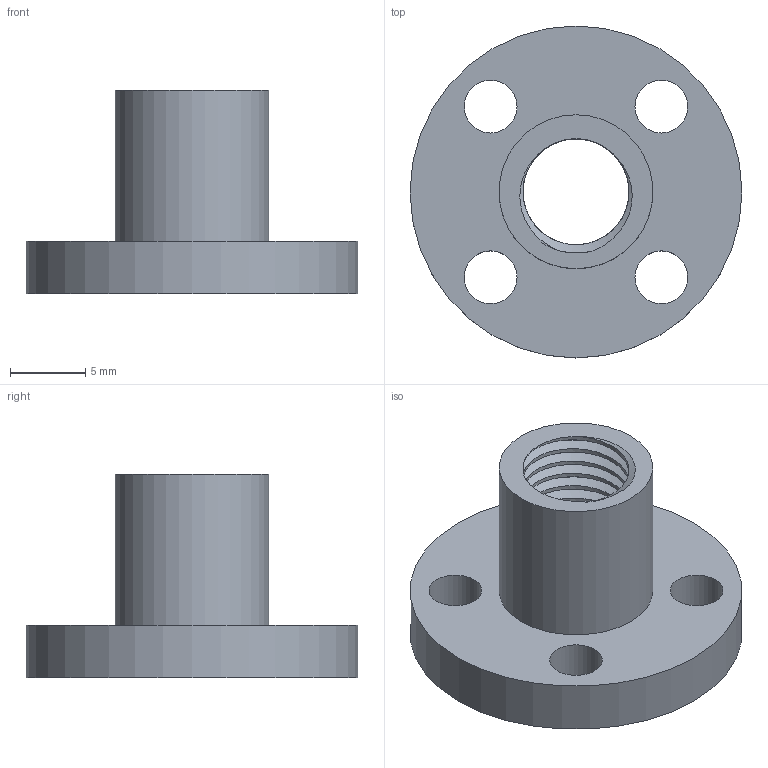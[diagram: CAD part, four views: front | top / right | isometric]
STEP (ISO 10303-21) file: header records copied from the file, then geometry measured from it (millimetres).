
FILE_DESCRIPTION(/* description */ ('STEP AP214'),/* implementation_level */ '2;1');
FILE_NAME(/* name */ '6876f863cc95e74f1a4e5c33',/* time_stamp */ '2025-07-16T00:55:00Z',/* author */ (''),/* organization */ (''),/* preprocessor_version */ 'ST-DEVELOPER v20',/* originating_system */ 'ONSHAPE BY PTC INC, 1.200',/* authorisation */ ' ');
FILE_SCHEMA (('AUTOMOTIVE_DESIGN {1 0 10303 214 3 1 1}'));
Length unit declared in the file: metre
Products named in the file (1): Eje Z v10
Bounding box: 22 x 22 x 13.5 mm (x, y, z)
Volume: 1444.5 mm3; surface area: 1804.5 mm2
Topology: 1 solids, 1 shells, 13 faces, 32 edges, 22 vertices
Faces by surface type: cylinder 8, plane 3, bspline 2
Full cylindrical faces by diameter (mm): 3.5 x4, 10.2 x1, 22 x1
Entity records: 4200 total; most frequent: CARTESIAN_POINT 3870, DIRECTION 56, ORIENTED_EDGE 52, EDGE_LOOP 30, FACE_BOUND 30, AXIS2_PLACEMENT_3D 28, EDGE_CURVE 26, VERTEX_POINT 22
